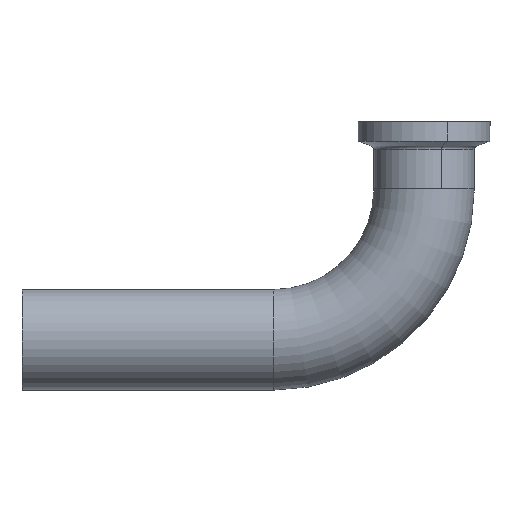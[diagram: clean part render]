
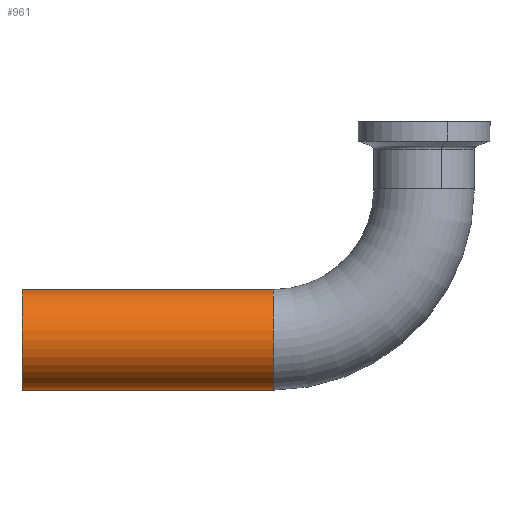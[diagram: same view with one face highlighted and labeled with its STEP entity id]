
A CAD part, front view. The second image highlights one B-rep face of the part: STEP entity #961.
In plain terms, the highlighted cylindrical face has radius 9.525 mm (diameter 19.05 mm), a partial arc.
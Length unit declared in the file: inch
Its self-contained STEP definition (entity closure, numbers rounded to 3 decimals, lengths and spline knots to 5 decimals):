
#26 = DIRECTION ( 'NONE',  ( 0., 0., 1. ) ) ;
#101 = DIRECTION ( 'NONE',  ( 1., 0., 0. ) ) ;
#111 = VECTOR ( 'NONE', #101, 39.37008 ) ;
#126 = LINE ( 'NONE', #1085, #761 ) ;
#141 = EDGE_CURVE ( 'NONE', #926, #792, #126, .T. ) ;
#201 = EDGE_CURVE ( 'NONE', #699, #224, #1049, .T. ) ;
#224 = VERTEX_POINT ( 'NONE', #261 ) ;
#261 = CARTESIAN_POINT ( 'NONE',  ( 0., 0., -1.50098 ) ) ;
#268 = FACE_OUTER_BOUND ( 'NONE', #389, .T. ) ;
#359 = ORIENTED_EDGE ( 'NONE', *, *, #531, .T. ) ;
#389 = EDGE_LOOP ( 'NONE', ( #992, #776, #521, #359 ) ) ;
#446 = CARTESIAN_POINT ( 'NONE',  ( 0., 0., -1.12598 ) ) ;
#468 = CARTESIAN_POINT ( 'NONE',  ( -1.87402, 0., -1.50098 ) ) ;
#473 = EDGE_CURVE ( 'NONE', #699, #926, #1040, .T. ) ;
#521 = ORIENTED_EDGE ( 'NONE', *, *, #201, .T. ) ;
#529 = DIRECTION ( 'NONE',  ( 0., 0., 1. ) ) ;
#531 = EDGE_CURVE ( 'NONE', #224, #792, #878, .T. ) ;
#557 = AXIS2_PLACEMENT_3D ( 'NONE', #816, #741, #657 ) ;
#615 = DIRECTION ( 'NONE',  ( -1., 0., 0. ) ) ;
#620 = CARTESIAN_POINT ( 'NONE',  ( -1.87402, 0., -1.12598 ) ) ;
#649 = CARTESIAN_POINT ( 'NONE',  ( 0., 0., -0.75098 ) ) ;
#657 = DIRECTION ( 'NONE',  ( 0., 0., -1. ) ) ;
#671 = CARTESIAN_POINT ( 'NONE',  ( -1.87402, 0., -1.50098 ) ) ;
#698 = AXIS2_PLACEMENT_3D ( 'NONE', #446, #615, #529 ) ;
#699 = VERTEX_POINT ( 'NONE', #468 ) ;
#726 = CARTESIAN_POINT ( 'NONE',  ( -1.87402, 0., -0.75098 ) ) ;
#741 = DIRECTION ( 'NONE',  ( 1., 0., 0. ) ) ;
#761 = VECTOR ( 'NONE', #1078, 39.37008 ) ;
#776 = ORIENTED_EDGE ( 'NONE', *, *, #473, .F. ) ;
#792 = VERTEX_POINT ( 'NONE', #649 ) ;
#816 = CARTESIAN_POINT ( 'NONE',  ( -1.87402, 0., -1.12598 ) ) ;
#840 = AXIS2_PLACEMENT_3D ( 'NONE', #620, #1033, #26 ) ;
#878 = CIRCLE ( 'NONE', #698, 0.375 ) ;
#917 = CYLINDRICAL_SURFACE ( 'NONE', #557, 0.375 ) ;
#926 = VERTEX_POINT ( 'NONE', #726 ) ;
#961 = ADVANCED_FACE ( 'NONE', ( #268 ), #917, .T. ) ;
#992 = ORIENTED_EDGE ( 'NONE', *, *, #141, .F. ) ;
#1033 = DIRECTION ( 'NONE',  ( -1., 0., 0. ) ) ;
#1040 = CIRCLE ( 'NONE', #840, 0.375 ) ;
#1049 = LINE ( 'NONE', #671, #111 ) ;
#1078 = DIRECTION ( 'NONE',  ( 1., 0., 0. ) ) ;
#1085 = CARTESIAN_POINT ( 'NONE',  ( -1.87402, 0., -0.75098 ) ) ;
